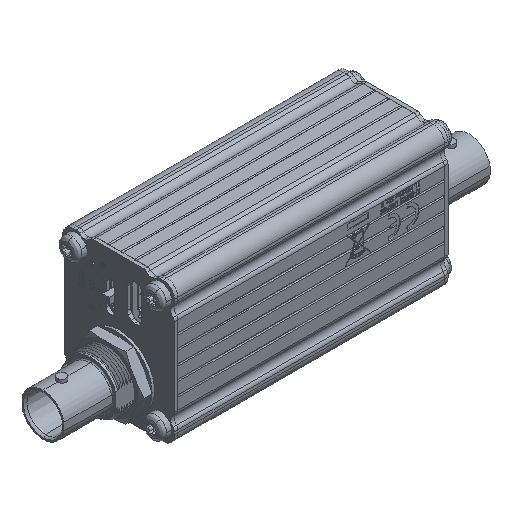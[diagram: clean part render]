
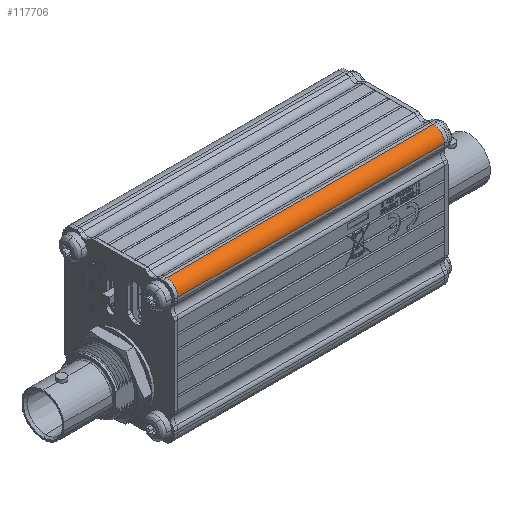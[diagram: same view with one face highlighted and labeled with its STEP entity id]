
A CAD part, isometric view. The second image highlights one B-rep face of the part: STEP entity #117706.
In plain terms, the highlighted cylindrical face has radius 2.54 mm (diameter 5.08 mm), a partial arc.
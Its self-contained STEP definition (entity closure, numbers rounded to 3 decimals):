
#3204 = ORIENTED_EDGE ( 'NONE', *, *, #10084, .T. ) ;
#10084 = EDGE_CURVE ( 'NONE', #247946, #13652, #219929, .T. ) ;
#13652 = VERTEX_POINT ( 'NONE', #17302 ) ;
#17302 = CARTESIAN_POINT ( 'NONE',  ( -30.225, -12.7, 13.335 ) ) ;
#19180 = EDGE_CURVE ( 'NONE', #239020, #13652, #85835, .T. ) ;
#20010 = LINE ( 'NONE', #114306, #170301 ) ;
#24630 = DIRECTION ( 'NONE',  ( -1., 0., 0. ) ) ;
#24908 = VERTEX_POINT ( 'NONE', #237930 ) ;
#53342 = ORIENTED_EDGE ( 'NONE', *, *, #138098, .F. ) ;
#60285 = DIRECTION ( 'NONE',  ( 1., 0., 0. ) ) ;
#60815 = AXIS2_PLACEMENT_3D ( 'NONE', #85226, #24630, #127353 ) ;
#61600 = AXIS2_PLACEMENT_3D ( 'NONE', #66213, #209347, #86708 ) ;
#66213 = CARTESIAN_POINT ( 'NONE',  ( 30.225, -10.16, 13.335 ) ) ;
#73172 = DIRECTION ( 'NONE',  ( -1., 0., 0. ) ) ;
#78025 = CIRCLE ( 'NONE', #61600, 2.54 ) ;
#78358 = CARTESIAN_POINT ( 'NONE',  ( 30.225, -12.7, 13.335 ) ) ;
#85226 = CARTESIAN_POINT ( 'NONE',  ( 30.225, -10.16, 13.335 ) ) ;
#85835 = LINE ( 'NONE', #118405, #188380 ) ;
#86708 = DIRECTION ( 'NONE',  ( 0., 0., -1. ) ) ;
#90254 = ORIENTED_EDGE ( 'NONE', *, *, #135757, .T. ) ;
#96075 = FACE_OUTER_BOUND ( 'NONE', #204164, .T. ) ;
#114306 = CARTESIAN_POINT ( 'NONE',  ( 30.225, -10.16, 15.875 ) ) ;
#117706 = ADVANCED_FACE ( 'NONE', ( #96075 ), #233680, .T. ) ;
#118405 = CARTESIAN_POINT ( 'NONE',  ( 30.225, -12.7, 13.335 ) ) ;
#127353 = DIRECTION ( 'NONE',  ( 0., 0., 1. ) ) ;
#135757 = EDGE_CURVE ( 'NONE', #24908, #247946, #20010, .T. ) ;
#137744 = ORIENTED_EDGE ( 'NONE', *, *, #19180, .F. ) ;
#138098 = EDGE_CURVE ( 'NONE', #24908, #239020, #78025, .T. ) ;
#157459 = AXIS2_PLACEMENT_3D ( 'NONE', #182863, #60285, #203439 ) ;
#163158 = CARTESIAN_POINT ( 'NONE',  ( -30.225, -10.16, 15.875 ) ) ;
#170301 = VECTOR ( 'NONE', #73172, 1000. ) ;
#182863 = CARTESIAN_POINT ( 'NONE',  ( -30.225, -10.16, 13.335 ) ) ;
#188380 = VECTOR ( 'NONE', #261472, 1000. ) ;
#203439 = DIRECTION ( 'NONE',  ( 0., 0., -1. ) ) ;
#204164 = EDGE_LOOP ( 'NONE', ( #3204, #137744, #53342, #90254 ) ) ;
#209347 = DIRECTION ( 'NONE',  ( 1., 0., 0. ) ) ;
#219929 = CIRCLE ( 'NONE', #157459, 2.54 ) ;
#233680 = CYLINDRICAL_SURFACE ( 'NONE', #60815, 2.54 ) ;
#237930 = CARTESIAN_POINT ( 'NONE',  ( 30.225, -10.16, 15.875 ) ) ;
#239020 = VERTEX_POINT ( 'NONE', #78358 ) ;
#247946 = VERTEX_POINT ( 'NONE', #163158 ) ;
#261472 = DIRECTION ( 'NONE',  ( -1., 0., 0. ) ) ;
